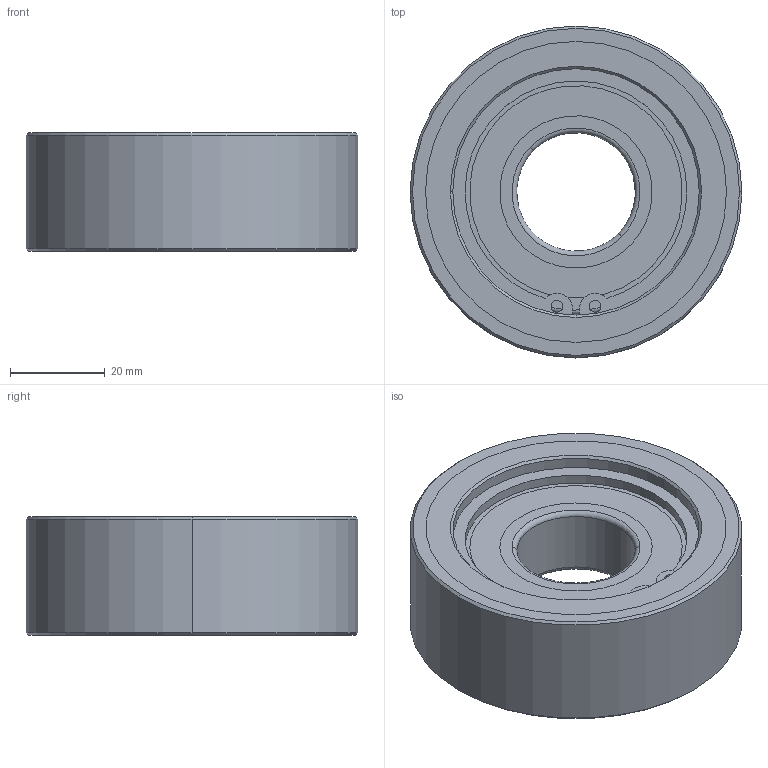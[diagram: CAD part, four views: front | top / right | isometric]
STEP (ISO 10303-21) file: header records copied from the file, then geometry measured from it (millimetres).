
FILE_DESCRIPTION (( 'STEP AP214' ), '1' );
FILE_NAME ('0035273.step', '2022-11-30T11:10:07', ( '' ), ( '' ), 'SwSTEP 2.0', 'SolidWorks 2020', '' );
FILE_SCHEMA (( 'AUTOMOTIVE_DESIGN' ));
Length unit declared in the file: millimetre
Products named in the file (1): 0035273
Bounding box: 70 x 70 x 25 mm (x, y, z)
Volume: 66483.4 mm3; surface area: 41955.3 mm2
Topology: 8 solids, 8 shells, 102 faces, 213 edges, 132 vertices
Faces by surface type: cylinder 55, plane 21, torus 18, cone 8
Entity records: 4022 total; most frequent: DIRECTION 569, CARTESIAN_POINT 448, ORIENTED_EDGE 426, AXIS2_PLACEMENT_3D 253, EDGE_CURVE 213, CIRCLE 150, VERTEX_POINT 132, EDGE_LOOP 125
